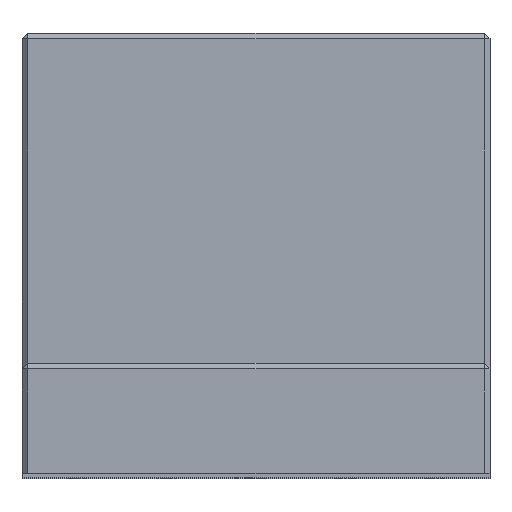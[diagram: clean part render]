
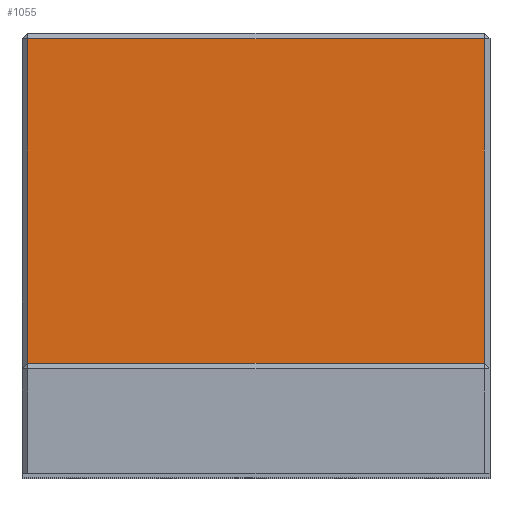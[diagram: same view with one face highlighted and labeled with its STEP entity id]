
A CAD part, top view. The second image highlights one B-rep face of the part: STEP entity #1055.
In plain terms, the highlighted planar face has unit normal (0, 0, 1).
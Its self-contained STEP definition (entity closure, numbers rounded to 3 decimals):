
#111=FACE_OUTER_BOUND('',#173,.T.);
#173=EDGE_LOOP('',(#793,#794,#795,#796));
#256=LINE('',#1555,#372);
#281=LINE('',#1603,#397);
#283=LINE('',#1608,#399);
#301=LINE('',#1638,#417);
#372=VECTOR('',#1247,10.);
#397=VECTOR('',#1290,10.);
#399=VECTOR('',#1294,10.);
#417=VECTOR('',#1328,10.);
#483=VERTEX_POINT('',#1550);
#484=VERTEX_POINT('',#1554);
#487=VERTEX_POINT('',#1561);
#500=VERTEX_POINT('',#1607);
#576=EDGE_CURVE('',#484,#483,#256,.T.);
#601=EDGE_CURVE('',#483,#487,#281,.T.);
#603=EDGE_CURVE('',#487,#500,#283,.T.);
#621=EDGE_CURVE('',#500,#484,#301,.T.);
#793=ORIENTED_EDGE('',*,*,#603,.F.);
#794=ORIENTED_EDGE('',*,*,#601,.F.);
#795=ORIENTED_EDGE('',*,*,#576,.F.);
#796=ORIENTED_EDGE('',*,*,#621,.F.);
#1011=PLANE('',#1140);
#1055=ADVANCED_FACE('',(#111),#1011,.F.);
#1140=AXIS2_PLACEMENT_3D('',#1637,#1326,#1327);
#1247=DIRECTION('',(0.,1.,0.));
#1290=DIRECTION('',(1.,0.,0.));
#1294=DIRECTION('',(0.,-1.,0.));
#1326=DIRECTION('center_axis',(0.,0.,-1.));
#1327=DIRECTION('ref_axis',(0.,-1.,0.));
#1328=DIRECTION('',(-1.,0.,0.));
#1550=CARTESIAN_POINT('',(-41.5,39.,30.));
#1554=CARTESIAN_POINT('',(-41.5,-20.,30.));
#1555=CARTESIAN_POINT('',(-41.5,20.,30.));
#1561=CARTESIAN_POINT('',(41.5,39.,30.));
#1603=CARTESIAN_POINT('',(21.25,39.,30.));
#1607=CARTESIAN_POINT('',(41.5,-20.,30.));
#1608=CARTESIAN_POINT('',(41.5,20.,30.));
#1637=CARTESIAN_POINT('Origin',(42.5,40.,30.));
#1638=CARTESIAN_POINT('',(42.5,-20.,30.));
